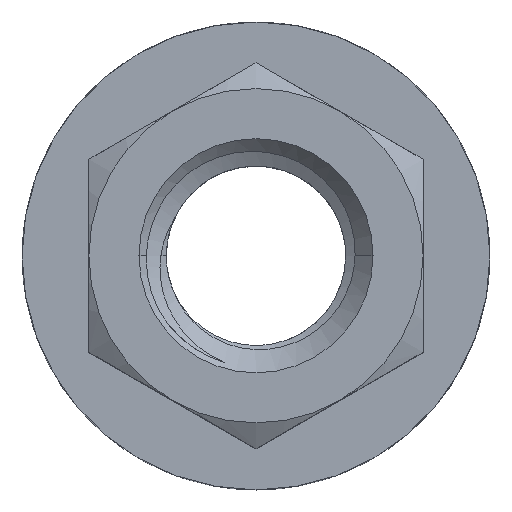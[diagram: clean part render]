
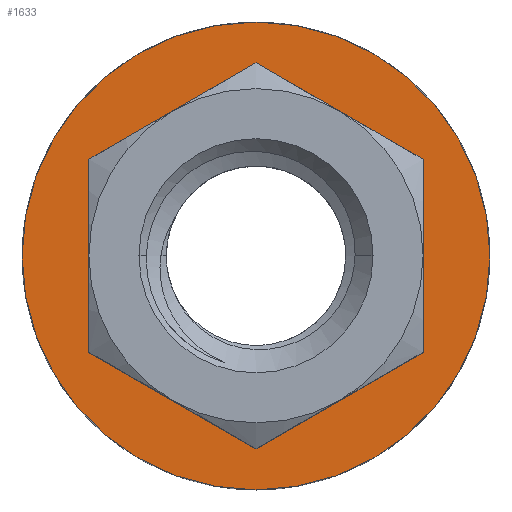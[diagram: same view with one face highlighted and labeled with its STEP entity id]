
A CAD part, top view. The second image highlights one B-rep face of the part: STEP entity #1633.
In plain terms, the highlighted planar face has unit normal (0, 0, 1).
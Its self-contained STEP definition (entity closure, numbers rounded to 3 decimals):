
#11 = ORIENTED_EDGE ( 'NONE', *, *, #810, .F. ) ;
#66 = CIRCLE ( 'NONE', #1265, 10.5 ) ;
#158 = LINE ( 'NONE', #3675, #2064 ) ;
#166 = VERTEX_POINT ( 'NONE', #4311 ) ;
#214 = EDGE_LOOP ( 'NONE', ( #2840, #3371 ) ) ;
#252 = CARTESIAN_POINT ( 'NONE',  ( 0., 8.66, -5.1 ) ) ;
#261 = CARTESIAN_POINT ( 'NONE',  ( 0., -8.66, -5.1 ) ) ;
#263 = EDGE_CURVE ( 'NONE', #825, #3094, #1356, .T. ) ;
#287 = ORIENTED_EDGE ( 'NONE', *, *, #1761, .F. ) ;
#382 = VECTOR ( 'NONE', #3654, 1000. ) ;
#398 = DIRECTION ( 'NONE',  ( -1., 0., 0. ) ) ;
#631 = VECTOR ( 'NONE', #3689, 1000. ) ;
#637 = CARTESIAN_POINT ( 'NONE',  ( 0., 0., -5.1 ) ) ;
#731 = DIRECTION ( 'NONE',  ( -1., 0., 0. ) ) ;
#810 = EDGE_CURVE ( 'NONE', #872, #825, #3561, .T. ) ;
#812 = AXIS2_PLACEMENT_3D ( 'NONE', #2914, #1822, #851 ) ;
#825 = VERTEX_POINT ( 'NONE', #3296 ) ;
#851 = DIRECTION ( 'NONE',  ( -1., 0., 0. ) ) ;
#872 = VERTEX_POINT ( 'NONE', #4320 ) ;
#881 = EDGE_CURVE ( 'NONE', #4127, #2250, #2551, .T. ) ;
#919 = EDGE_CURVE ( 'NONE', #2138, #4127, #3723, .T. ) ;
#1265 = AXIS2_PLACEMENT_3D ( 'NONE', #3754, #4111, #731 ) ;
#1356 = LINE ( 'NONE', #252, #382 ) ;
#1427 = CARTESIAN_POINT ( 'NONE',  ( 7.5, -4.33, -5.1 ) ) ;
#1461 = CARTESIAN_POINT ( 'NONE',  ( -10.5, 0., -5.1 ) ) ;
#1493 = DIRECTION ( 'NONE',  ( 0., 1., 0. ) ) ;
#1633 = ADVANCED_FACE ( 'NONE', ( #2552, #4368 ), #2686, .F. ) ;
#1646 = DIRECTION ( 'NONE',  ( 0., 0., -1. ) ) ;
#1761 = EDGE_CURVE ( 'NONE', #2250, #872, #3991, .T. ) ;
#1789 = VECTOR ( 'NONE', #2274, 1000. ) ;
#1801 = ORIENTED_EDGE ( 'NONE', *, *, #919, .F. ) ;
#1822 = DIRECTION ( 'NONE',  ( 0., 0., -1. ) ) ;
#1929 = EDGE_CURVE ( 'NONE', #3094, #2138, #158, .T. ) ;
#1990 = DIRECTION ( 'NONE',  ( 0., -1., 0. ) ) ;
#2064 = VECTOR ( 'NONE', #1990, 1000. ) ;
#2138 = VERTEX_POINT ( 'NONE', #3711 ) ;
#2140 = CARTESIAN_POINT ( 'NONE',  ( -7.5, 4.33, -5.1 ) ) ;
#2155 = CIRCLE ( 'NONE', #812, 10.5 ) ;
#2250 = VERTEX_POINT ( 'NONE', #4346 ) ;
#2274 = DIRECTION ( 'NONE',  ( -0.866, 0.5, 0. ) ) ;
#2444 = VECTOR ( 'NONE', #3628, 1000. ) ;
#2452 = CARTESIAN_POINT ( 'NONE',  ( 0., -8.66, -5.1 ) ) ;
#2472 = ORIENTED_EDGE ( 'NONE', *, *, #263, .F. ) ;
#2551 = LINE ( 'NONE', #261, #2444 ) ;
#2552 = FACE_BOUND ( 'NONE', #2578, .T. ) ;
#2571 = VERTEX_POINT ( 'NONE', #1461 ) ;
#2578 = EDGE_LOOP ( 'NONE', ( #11, #287, #3432, #1801, #4049, #2472 ) ) ;
#2686 = PLANE ( 'NONE',  #3583 ) ;
#2840 = ORIENTED_EDGE ( 'NONE', *, *, #4090, .F. ) ;
#2914 = CARTESIAN_POINT ( 'NONE',  ( 0., 0., -5.1 ) ) ;
#2951 = CARTESIAN_POINT ( 'NONE',  ( 7.5, 4.33, -5.1 ) ) ;
#3080 = VECTOR ( 'NONE', #1493, 1000. ) ;
#3094 = VERTEX_POINT ( 'NONE', #2140 ) ;
#3296 = CARTESIAN_POINT ( 'NONE',  ( 0., 8.66, -5.1 ) ) ;
#3371 = ORIENTED_EDGE ( 'NONE', *, *, #3493, .F. ) ;
#3432 = ORIENTED_EDGE ( 'NONE', *, *, #881, .F. ) ;
#3493 = EDGE_CURVE ( 'NONE', #166, #2571, #2155, .T. ) ;
#3561 = LINE ( 'NONE', #2951, #1789 ) ;
#3583 = AXIS2_PLACEMENT_3D ( 'NONE', #637, #1646, #398 ) ;
#3628 = DIRECTION ( 'NONE',  ( 0.866, 0.5, 0. ) ) ;
#3654 = DIRECTION ( 'NONE',  ( -0.866, -0.5, 0. ) ) ;
#3675 = CARTESIAN_POINT ( 'NONE',  ( -7.5, 4.33, -5.1 ) ) ;
#3689 = DIRECTION ( 'NONE',  ( 0.866, -0.5, 0. ) ) ;
#3711 = CARTESIAN_POINT ( 'NONE',  ( -7.5, -4.33, -5.1 ) ) ;
#3723 = LINE ( 'NONE', #4350, #631 ) ;
#3754 = CARTESIAN_POINT ( 'NONE',  ( 0., 0., -5.1 ) ) ;
#3991 = LINE ( 'NONE', #1427, #3080 ) ;
#4049 = ORIENTED_EDGE ( 'NONE', *, *, #1929, .F. ) ;
#4090 = EDGE_CURVE ( 'NONE', #2571, #166, #66, .T. ) ;
#4111 = DIRECTION ( 'NONE',  ( 0., 0., -1. ) ) ;
#4127 = VERTEX_POINT ( 'NONE', #2452 ) ;
#4311 = CARTESIAN_POINT ( 'NONE',  ( 10.5, 0., -5.1 ) ) ;
#4320 = CARTESIAN_POINT ( 'NONE',  ( 7.5, 4.33, -5.1 ) ) ;
#4346 = CARTESIAN_POINT ( 'NONE',  ( 7.5, -4.33, -5.1 ) ) ;
#4350 = CARTESIAN_POINT ( 'NONE',  ( -7.5, -4.33, -5.1 ) ) ;
#4368 = FACE_OUTER_BOUND ( 'NONE', #214, .T. ) ;
